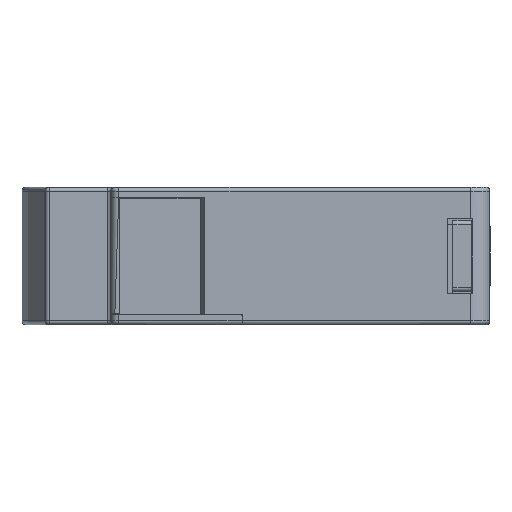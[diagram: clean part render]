
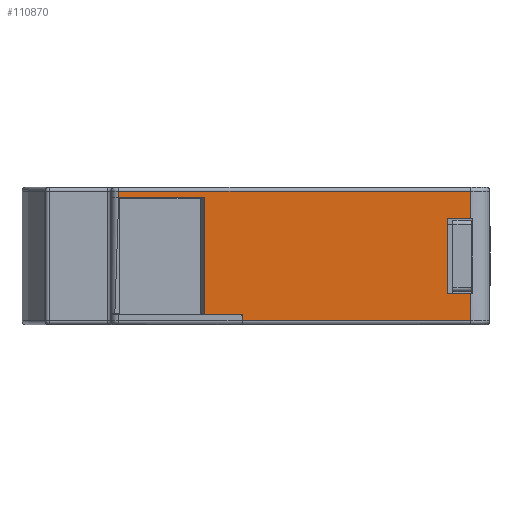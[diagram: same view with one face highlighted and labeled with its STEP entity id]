
A CAD part, left-side view. The second image highlights one B-rep face of the part: STEP entity #110870.
In plain terms, the highlighted face is planar.
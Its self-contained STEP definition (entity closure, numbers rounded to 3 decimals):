
#16370=CARTESIAN_POINT('',(67.4,-10.,
0.5));
#16380=VERTEX_POINT('',#16370);
#45200=CARTESIAN_POINT('',(67.4,19.504,
17.3));
#45210=VERTEX_POINT('',#45200);
#45240=CARTESIAN_POINT('',(67.4,0.,17.3));
#45250=DIRECTION('',(0.,-1.,0.));
#45260=VECTOR('',#45250,1.);
#45270=LINE('',#45240,#45260);
#45280=CARTESIAN_POINT('',(67.4,-10.,
17.3));
#45290=VERTEX_POINT('',#45280);
#45300=EDGE_CURVE('',#45210,#45290,#45270,.T.);
#59450=CARTESIAN_POINT('',(67.4,35.5,0.5));
#59460=VERTEX_POINT('',#59450);
#59560=CARTESIAN_POINT('',(67.4,0.,0.5));
#59570=DIRECTION('',(0.,-1.,0.));
#59580=VECTOR('',#59570,1.);
#59590=LINE('',#59560,#59580);
#59600=EDGE_CURVE('',#59460,#16380,#59590,.T.);
#94750=CARTESIAN_POINT('',(67.4,24.438,
16.5));
#94760=VERTEX_POINT('',#94750);
#94790=CARTESIAN_POINT('',(67.4,0.,16.5));
#94800=DIRECTION('',(0.,1.,0.));
#94810=VECTOR('',#94800,1.);
#94820=LINE('',#94790,#94810);
#94830=CARTESIAN_POINT('',(67.4,19.511,
16.5));
#94840=VERTEX_POINT('',#94830);
#94850=EDGE_CURVE('',#94840,#94760,#94820,.T.);
#96130=CARTESIAN_POINT('',(67.4,35.5,0.));
#96140=DIRECTION('',(0.,0.,1.));
#96150=VECTOR('',#96140,1.);
#96160=LINE('',#96130,#96150);
#96170=CARTESIAN_POINT('',(67.4,35.5,1.3));
#96180=VERTEX_POINT('',#96170);
#96190=EDGE_CURVE('',#59460,#96180,#96160,.T.);
#96380=CARTESIAN_POINT('',(67.4,24.438,0.));
#96390=DIRECTION('',(0.,0.,1.));
#96400=VECTOR('',#96390,1.);
#96410=LINE('',#96380,#96400);
#96420=CARTESIAN_POINT('',(67.4,24.438,1.3));
#96430=VERTEX_POINT('',#96420);
#96440=EDGE_CURVE('',#96430,#94760,#96410,.T.);
#97100=CARTESIAN_POINT('',(67.4,19.655,0.));
#97110=DIRECTION('',(0.,-0.009,1.));
#97120=VECTOR('',#97110,1.);
#97130=LINE('',#97100,#97120);
#97140=EDGE_CURVE('',#94840,#45210,#97130,.T.);
#109830=CARTESIAN_POINT('',(67.4,-10.,0.));
#109840=DIRECTION('',(0.,0.,-1.));
#109850=VECTOR('',#109840,1.);
#109860=LINE('',#109830,#109850);
#109870=CARTESIAN_POINT('',(67.4,-10.,
13.7));
#109880=VERTEX_POINT('',#109870);
#109890=EDGE_CURVE('',#45290,#109880,#109860,.T.);
#110040=CARTESIAN_POINT('',(67.4,-10.,
4.1));
#110050=VERTEX_POINT('',#110040);
#110080=EDGE_CURVE('',#110050,#16380,#109860,.T.);
#110440=CARTESIAN_POINT('',(67.4,24.438,0.));
#110450=DIRECTION('',(-1.,0.,0.));
#110460=DIRECTION('',(0.,1.,0.));
#110470=AXIS2_PLACEMENT_3D('',#110440,#110450,#110460);
#110480=PLANE('',#110470);
#110490=ORIENTED_EDGE('',*,*,#110080,.T.);
#110500=CARTESIAN_POINT('',(67.4,0.,4.1));
#110510=DIRECTION('',(-0.,-1.,0.));
#110520=VECTOR('',#110510,1.);
#110530=LINE('',#110500,#110520);
#110540=CARTESIAN_POINT('',(67.4,-7.,4.1));
#110550=VERTEX_POINT('',#110540);
#110560=EDGE_CURVE('',#110550,#110050,#110530,.T.);
#110570=ORIENTED_EDGE('',*,*,#110560,.T.);
#110580=CARTESIAN_POINT('',(67.4,-7.,0.));
#110590=DIRECTION('',(0.,0.,-1.));
#110600=VECTOR('',#110590,1.);
#110610=LINE('',#110580,#110600);
#110620=CARTESIAN_POINT('',(67.4,-7.,13.7));
#110630=VERTEX_POINT('',#110620);
#110640=EDGE_CURVE('',#110630,#110550,#110610,.T.);
#110650=ORIENTED_EDGE('',*,*,#110640,.T.);
#110660=CARTESIAN_POINT('',(67.4,0.,13.7));
#110670=DIRECTION('',(-0.,1.,0.));
#110680=VECTOR('',#110670,1.);
#110690=LINE('',#110660,#110680);
#110700=EDGE_CURVE('',#109880,#110630,#110690,.T.);
#110710=ORIENTED_EDGE('',*,*,#110700,.T.);
#110720=ORIENTED_EDGE('',*,*,#109890,.T.);
#110730=ORIENTED_EDGE('',*,*,#45300,.T.);
#110740=ORIENTED_EDGE('',*,*,#97140,.T.);
#110750=ORIENTED_EDGE('',*,*,#94850,.F.);
#110760=ORIENTED_EDGE('',*,*,#96440,.T.);
#110770=CARTESIAN_POINT('',(67.4,79.804,1.3));
#110780=DIRECTION('',(0.,1.,0.));
#110790=VECTOR('',#110780,1.);
#110800=LINE('',#110770,#110790);
#110810=EDGE_CURVE('',#96430,#96180,#110800,.T.);
#110820=ORIENTED_EDGE('',*,*,#110810,.F.);
#110830=ORIENTED_EDGE('',*,*,#96190,.T.);
#110840=ORIENTED_EDGE('',*,*,#59600,.F.);
#110850=EDGE_LOOP('',(#110840,#110830,#110820,#110760,#110750,#110740,
#110730,#110720,#110710,#110650,#110570,#110490));
#110860=FACE_OUTER_BOUND('',#110850,.T.);
#110870=ADVANCED_FACE('',(#110860),#110480,.F.);
